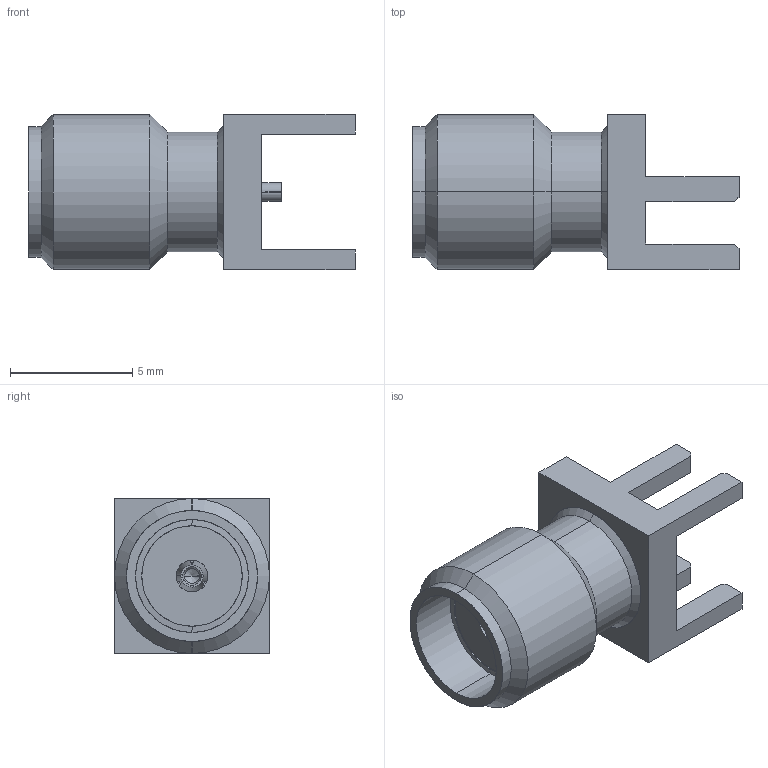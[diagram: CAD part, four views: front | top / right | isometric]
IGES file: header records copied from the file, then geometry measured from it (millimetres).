
Start section: SolidWorks IGES file using analytic representation for surfaces
Global section: file name: R124.423.223A.IGS; native system: SolidWorks 2006 by SolidWorks Corporation; preprocessor: SolidWorks 2006 by SolidWorks Corporation; author: yang_jd; date: 071012.164032; units: millimetre
Bounding box: 13.33 x 6.35 x 6.35 mm (x, y, z)
Surface area: 386.5 mm2 (no closed solid volume)
Topology: 0 solids, 0 shells, 90 faces, 684 edges, 682 vertices
Faces by surface type: revolution 53, bspline 37
